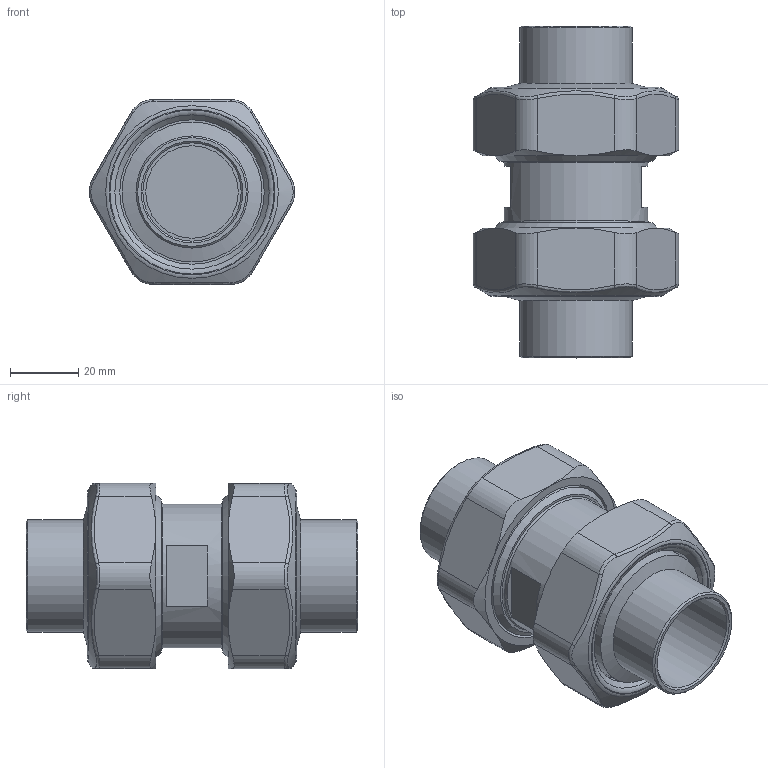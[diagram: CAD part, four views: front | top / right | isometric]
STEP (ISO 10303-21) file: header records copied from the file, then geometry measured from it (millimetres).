
FILE_DESCRIPTION(/* description */ (''),/* implementation_level */ '2;1');
FILE_NAME(/* name */ '304769A_Simplify_1.stp',/* time_stamp */ '2025-08-20T13:02:52-05:00',/* author */ ('ischreiner'),/* organization */ (''),/* preprocessor_version */ 'ST-DEVELOPER v20',/* originating_system */ 'Autodesk Inventor 2025',/* authorisation */ '');
FILE_SCHEMA (('AUTOMOTIVE_DESIGN { 1 0 10303 214 3 1 1 }'));
Length unit declared in the file: inch
Products named in the file (1): 304769A_Simplify_1
Bounding box: 60.09 x 96.97 x 54.1 mm (x, y, z)
Volume: 127850.8 mm3; surface area: 40069.7 mm2
Topology: 5 solids, 5 shells, 131 faces, 283 edges, 172 vertices
Faces by surface type: plane 36, cone 34, cylinder 31, bspline 24, torus 6
Full cylindrical faces by diameter (mm): 27 x2, 28.702 x2, 32.766 x2, 40.894 x2, 42 x1, 42.189 x2, 44.45 x2, 44.5 x2, 44.856 x2, 47.6 x2
Entity records: 4457 total; most frequent: CARTESIAN_POINT 1565, ORIENTED_EDGE 566, DIRECTION 537, EDGE_CURVE 283, AXIS2_PLACEMENT_3D 232, VERTEX_POINT 172, EDGE_LOOP 149, STYLED_ITEM 136
